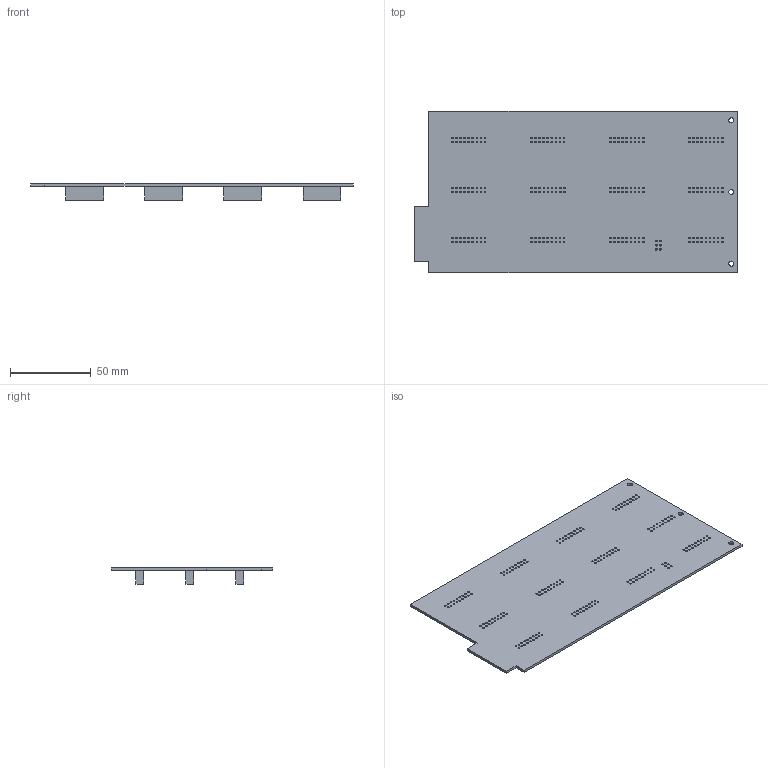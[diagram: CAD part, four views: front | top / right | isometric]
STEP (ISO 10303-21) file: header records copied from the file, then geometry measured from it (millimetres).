
FILE_DESCRIPTION(/* description */ (''),/* implementation_level */ '2;1');
FILE_NAME(/* name */ 'test_pcb_simple.step',/* time_stamp */ '2018-03-30T02:14:59+02:00',/* author */ (''),/* organization */ (''),/* preprocessor_version */ 'ST-DEVELOPER v16.13',/* originating_system */ 'Autodesk Translation Framework v6.5.0.72',/* authorisation */ '');
FILE_SCHEMA (('AUTOMOTIVE_DESIGN { 1 0 10303 214 3 1 1 }'));
Length unit declared in the file: millimetre
Products named in the file (1): FusionComponent
Bounding box: 199.9 x 99.97 x 10.14 mm (x, y, z)
Volume: 41840 mm3; surface area: 52393.8 mm2
Topology: 1 solids, 1 shells, 295 faces, 1059 edges, 778 vertices
Faces by surface type: cylinder 225, plane 70
Full cylindrical faces by diameter (mm): 1.016 x6, 1.04 x216, 3.1 x3
Entity records: 12960 total; most frequent: DIRECTION 2317, CARTESIAN_POINT 2133, ORIENTED_EDGE 2118, EDGE_CURVE 1059, AXIS2_PLACEMENT_3D 962, VERTEX_POINT 778, EDGE_LOOP 757, CIRCLE 666
